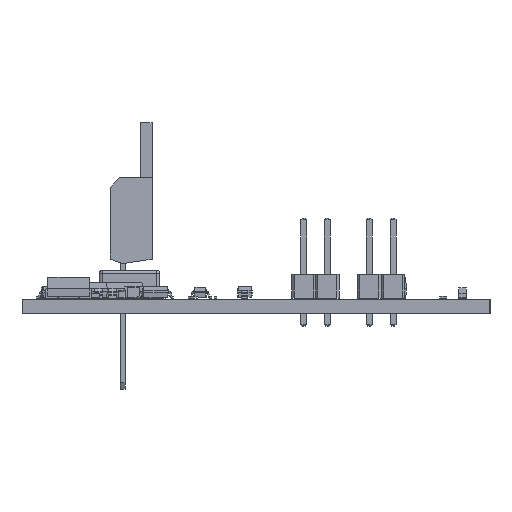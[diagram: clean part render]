
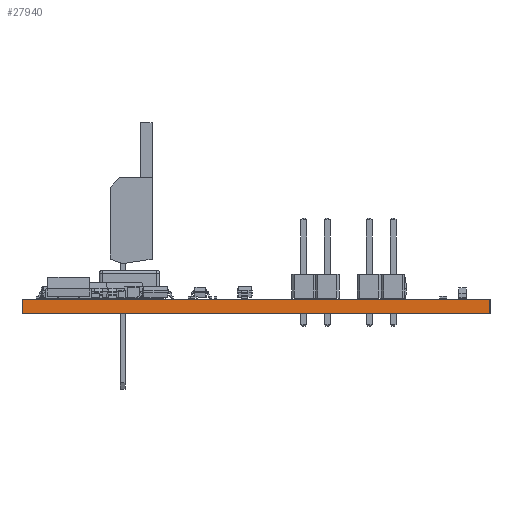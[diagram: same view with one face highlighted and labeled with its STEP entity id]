
A CAD part, left-side view. The second image highlights one B-rep face of the part: STEP entity #27940.
In plain terms, the highlighted planar face has unit normal (-1, 0, 0).
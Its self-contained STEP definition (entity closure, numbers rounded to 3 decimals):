
#27884 = VERTEX_POINT('',#27885);
#27885 = CARTESIAN_POINT('',(55.757,-99.43,1.51));
#27891 = EDGE_CURVE('',#27892,#27884,#27894,.T.);
#27892 = VERTEX_POINT('',#27893);
#27893 = CARTESIAN_POINT('',(55.757,-99.43,0.));
#27894 = LINE('',#27895,#27896);
#27895 = CARTESIAN_POINT('',(55.757,-99.43,0.));
#27896 = VECTOR('',#27897,1.);
#27897 = DIRECTION('',(0.,0.,1.));
#27940 = ADVANCED_FACE('',(#27941),#27966,.T.);
#27941 = FACE_BOUND('',#27942,.T.);
#27942 = EDGE_LOOP('',(#27943,#27944,#27952,#27960));
#27943 = ORIENTED_EDGE('',*,*,#27891,.T.);
#27944 = ORIENTED_EDGE('',*,*,#27945,.T.);
#27945 = EDGE_CURVE('',#27884,#27946,#27948,.T.);
#27946 = VERTEX_POINT('',#27947);
#27947 = CARTESIAN_POINT('',(55.757,-49.43,1.51));
#27948 = LINE('',#27949,#27950);
#27949 = CARTESIAN_POINT('',(55.757,-99.43,1.51));
#27950 = VECTOR('',#27951,1.);
#27951 = DIRECTION('',(0.,1.,0.));
#27952 = ORIENTED_EDGE('',*,*,#27953,.F.);
#27953 = EDGE_CURVE('',#27954,#27946,#27956,.T.);
#27954 = VERTEX_POINT('',#27955);
#27955 = CARTESIAN_POINT('',(55.757,-49.43,0.));
#27956 = LINE('',#27957,#27958);
#27957 = CARTESIAN_POINT('',(55.757,-49.43,0.));
#27958 = VECTOR('',#27959,1.);
#27959 = DIRECTION('',(0.,0.,1.));
#27960 = ORIENTED_EDGE('',*,*,#27961,.F.);
#27961 = EDGE_CURVE('',#27892,#27954,#27962,.T.);
#27962 = LINE('',#27963,#27964);
#27963 = CARTESIAN_POINT('',(55.757,-99.43,0.));
#27964 = VECTOR('',#27965,1.);
#27965 = DIRECTION('',(0.,1.,0.));
#27966 = PLANE('',#27967);
#27967 = AXIS2_PLACEMENT_3D('',#27968,#27969,#27970);
#27968 = CARTESIAN_POINT('',(55.757,-99.43,0.));
#27969 = DIRECTION('',(-1.,0.,0.));
#27970 = DIRECTION('',(0.,1.,0.));
